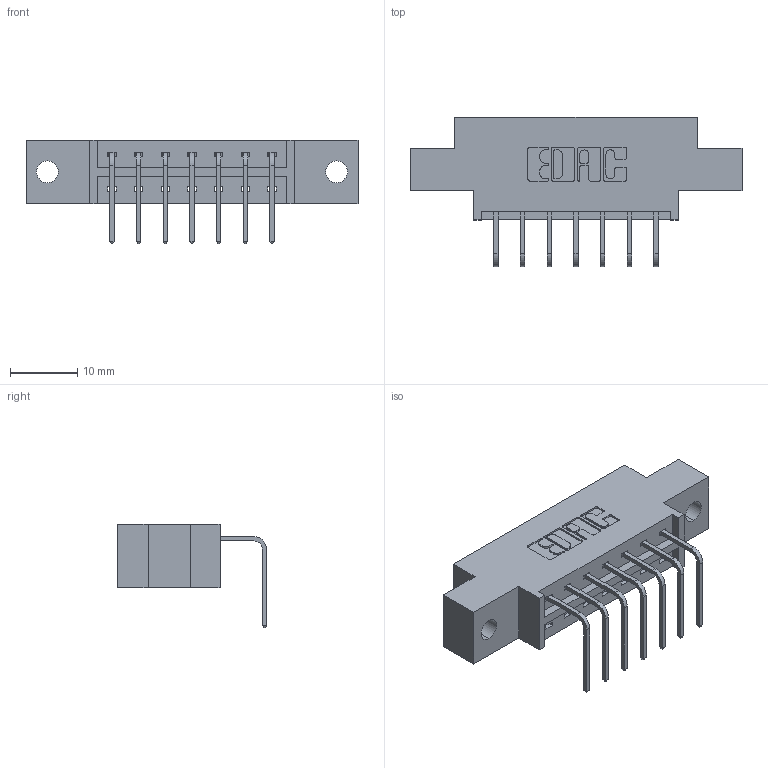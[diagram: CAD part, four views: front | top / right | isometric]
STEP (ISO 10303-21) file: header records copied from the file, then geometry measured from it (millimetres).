
FILE_DESCRIPTION (( 'STEP AP203' ), '1' );
FILE_NAME ('333-007-558-602.STEP', '2018-07-31T21:48:19', ( '' ), ( '' ), 'SwSTEP 2.0', 'SolidWorks 2016', '' );
FILE_SCHEMA (( 'CONFIG_CONTROL_DESIGN' ));
Length unit declared in the file: inch
Products named in the file (3): 333-007-558-602; 333 Part_Offset - .128 Dia; 345-292-001_558 Tail - 2
Assembly tree (8 placements, depth 2):
  333-007-558-602
    333 Part_Offset - .128 Dia
    345-292-001_558 Tail - 2  x7
Bounding box: 49.28 x 22.17 x 15.37 mm (x, y, z)
Volume: 4416.4 mm3; surface area: 4618.1 mm2
Topology: 8 solids, 8 shells, 538 faces, 1597 edges, 1054 vertices
Faces by surface type: plane 382, cylinder 156
Entity records: 9025 total; most frequent: CARTESIAN_POINT 1571, ORIENTED_EDGE 1514, DIRECTION 1395, EDGE_CURVE 757, VECTOR 629, LINE 629, VERTEX_POINT 502, AXIS2_PLACEMENT_3D 383
